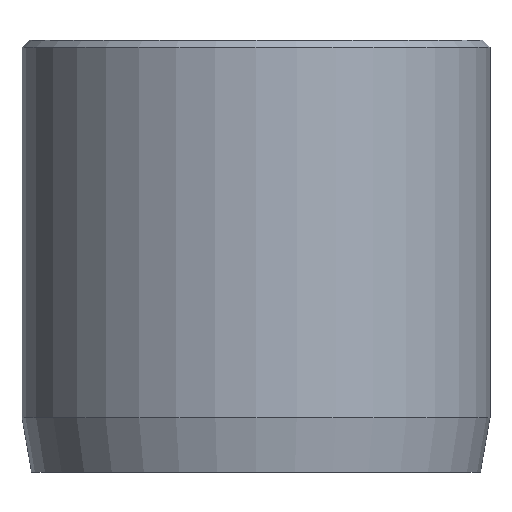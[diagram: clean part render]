
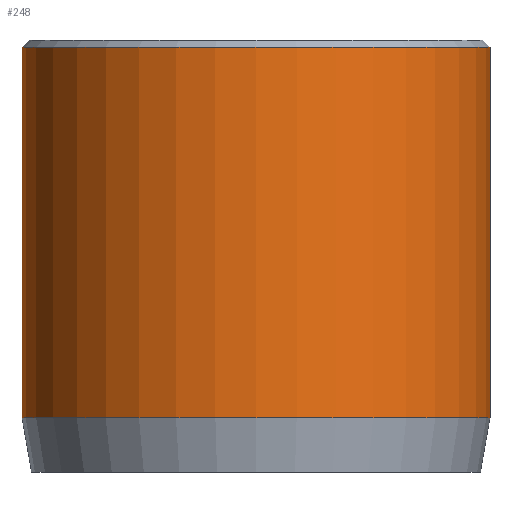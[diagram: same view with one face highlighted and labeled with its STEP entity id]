
A CAD part, front view. The second image highlights one B-rep face of the part: STEP entity #248.
In plain terms, the highlighted cylindrical face has radius 6.5 mm (diameter 13 mm), a partial arc.
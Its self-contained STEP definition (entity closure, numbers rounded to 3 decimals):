
#33 = AXIS2_PLACEMENT_3D ( 'NONE', #519, #1025, #985 ) ;
#36 = CARTESIAN_POINT ( 'NONE',  ( -6.5, 0., 11.8 ) ) ;
#48 = VECTOR ( 'NONE', #698, 1000. ) ;
#81 = DIRECTION ( 'NONE',  ( 0., 0., -1. ) ) ;
#133 = VERTEX_POINT ( 'NONE', #36 ) ;
#159 = CARTESIAN_POINT ( 'NONE',  ( 0., 0., 11.8 ) ) ;
#168 = ORIENTED_EDGE ( 'NONE', *, *, #777, .T. ) ;
#176 = AXIS2_PLACEMENT_3D ( 'NONE', #159, #844, #280 ) ;
#248 = ADVANCED_FACE ( 'NONE', ( #919 ), #669, .T. ) ;
#280 = DIRECTION ( 'NONE',  ( 1., 0., 0. ) ) ;
#293 = CIRCLE ( 'NONE', #33, 6.5 ) ;
#364 = LINE ( 'NONE', #937, #400 ) ;
#383 = VERTEX_POINT ( 'NONE', #421 ) ;
#390 = CARTESIAN_POINT ( 'NONE',  ( -6.5, 0., 1.5 ) ) ;
#400 = VECTOR ( 'NONE', #81, 1000. ) ;
#421 = CARTESIAN_POINT ( 'NONE',  ( 6.5, 0., 11.8 ) ) ;
#452 = ORIENTED_EDGE ( 'NONE', *, *, #723, .T. ) ;
#505 = EDGE_CURVE ( 'NONE', #383, #1030, #1180, .T. ) ;
#519 = CARTESIAN_POINT ( 'NONE',  ( 0., 0., 1.5 ) ) ;
#530 = DIRECTION ( 'NONE',  ( -1., 0., 0. ) ) ;
#545 = CARTESIAN_POINT ( 'NONE',  ( 6.5, 0., 1.5 ) ) ;
#669 = CYLINDRICAL_SURFACE ( 'NONE', #813, 6.5 ) ;
#685 = EDGE_CURVE ( 'NONE', #133, #767, #364, .T. ) ;
#698 = DIRECTION ( 'NONE',  ( 0., 0., -1. ) ) ;
#711 = CARTESIAN_POINT ( 'NONE',  ( 6.5, 0., 12. ) ) ;
#719 = ORIENTED_EDGE ( 'NONE', *, *, #685, .T. ) ;
#723 = EDGE_CURVE ( 'NONE', #767, #1030, #293, .T. ) ;
#767 = VERTEX_POINT ( 'NONE', #390 ) ;
#777 = EDGE_CURVE ( 'NONE', #383, #133, #1167, .T. ) ;
#812 = ORIENTED_EDGE ( 'NONE', *, *, #505, .F. ) ;
#813 = AXIS2_PLACEMENT_3D ( 'NONE', #1080, #996, #530 ) ;
#844 = DIRECTION ( 'NONE',  ( 0., 0., -1. ) ) ;
#852 = EDGE_LOOP ( 'NONE', ( #812, #168, #719, #452 ) ) ;
#919 = FACE_OUTER_BOUND ( 'NONE', #852, .T. ) ;
#937 = CARTESIAN_POINT ( 'NONE',  ( -6.5, 0., 12. ) ) ;
#985 = DIRECTION ( 'NONE',  ( 1., 0., 0. ) ) ;
#996 = DIRECTION ( 'NONE',  ( 0., 0., -1. ) ) ;
#1025 = DIRECTION ( 'NONE',  ( 0., 0., 1. ) ) ;
#1030 = VERTEX_POINT ( 'NONE', #545 ) ;
#1080 = CARTESIAN_POINT ( 'NONE',  ( 0., 0., 12. ) ) ;
#1167 = CIRCLE ( 'NONE', #176, 6.5 ) ;
#1180 = LINE ( 'NONE', #711, #48 ) ;
